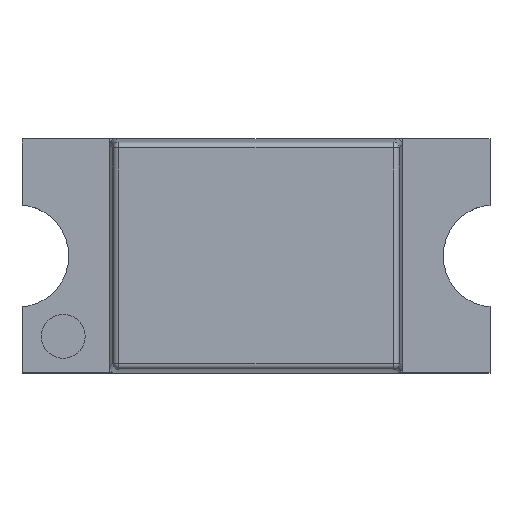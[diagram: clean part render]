
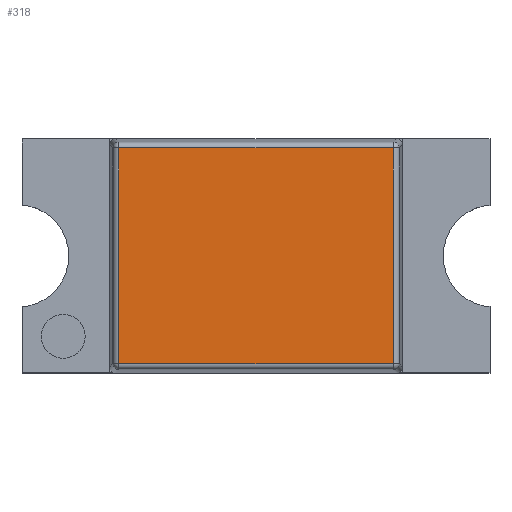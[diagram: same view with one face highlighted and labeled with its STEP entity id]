
A CAD part, top view. The second image highlights one B-rep face of the part: STEP entity #318.
In plain terms, the highlighted planar face has unit normal (0, 0, 1).
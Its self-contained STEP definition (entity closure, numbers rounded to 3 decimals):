
#318 = ADVANCED_FACE( '', ( #619 ), #620, .T. );
#619 = FACE_OUTER_BOUND( '', #929, .T. );
#620 = PLANE( '', #930 );
#929 = EDGE_LOOP( '', ( #1566, #1567, #1568, #1569 ) );
#930 = AXIS2_PLACEMENT_3D( '', #1570, #1571, #1572 );
#1566 = ORIENTED_EDGE( '', *, *, #2193, .T. );
#1567 = ORIENTED_EDGE( '', *, *, #2194, .T. );
#1568 = ORIENTED_EDGE( '', *, *, #1938, .T. );
#1569 = ORIENTED_EDGE( '', *, *, #2195, .T. );
#1570 = CARTESIAN_POINT( '', ( -0.5, -0.4, 0.23 ) );
#1571 = DIRECTION( '', ( 0., 0., 1. ) );
#1572 = DIRECTION( '', ( 1., 0., 0. ) );
#1938 = EDGE_CURVE( '', #2284, #2282, #2285, .F. );
#2193 = EDGE_CURVE( '', #2495, #2685, #2686, .F. );
#2194 = EDGE_CURVE( '', #2685, #2284, #2687, .F. );
#2195 = EDGE_CURVE( '', #2282, #2495, #2688, .F. );
#2282 = VERTEX_POINT( '', #2784 );
#2284 = VERTEX_POINT( '', #2786 );
#2285 = LINE( '', #2787, #2788 );
#2495 = VERTEX_POINT( '', #3082 );
#2685 = VERTEX_POINT( '', #3365 );
#2686 = LINE( '', #3366, #3367 );
#2687 = LINE( '', #3368, #3369 );
#2688 = LINE( '', #3370, #3371 );
#2784 = CARTESIAN_POINT( '', ( -0.469, -0.369, 0.23 ) );
#2786 = CARTESIAN_POINT( '', ( -0.469, 0.369, 0.23 ) );
#2787 = CARTESIAN_POINT( '', ( -0.469, -0.388, 0.23 ) );
#2788 = VECTOR( '', #3511, 1000. );
#3082 = CARTESIAN_POINT( '', ( 0.469, -0.369, 0.23 ) );
#3365 = CARTESIAN_POINT( '', ( 0.469, 0.369, 0.23 ) );
#3366 = CARTESIAN_POINT( '', ( 0.469, 0.388, 0.23 ) );
#3367 = VECTOR( '', #3746, 1000. );
#3368 = CARTESIAN_POINT( '', ( -0.488, 0.369, 0.23 ) );
#3369 = VECTOR( '', #3747, 1000. );
#3370 = CARTESIAN_POINT( '', ( 0.488, -0.369, 0.23 ) );
#3371 = VECTOR( '', #3748, 1000. );
#3511 = DIRECTION( '', ( 0., 1., 0. ) );
#3746 = DIRECTION( '', ( 0., -1., 0. ) );
#3747 = DIRECTION( '', ( 1., 0., 0. ) );
#3748 = DIRECTION( '', ( -1., 0., 0. ) );
